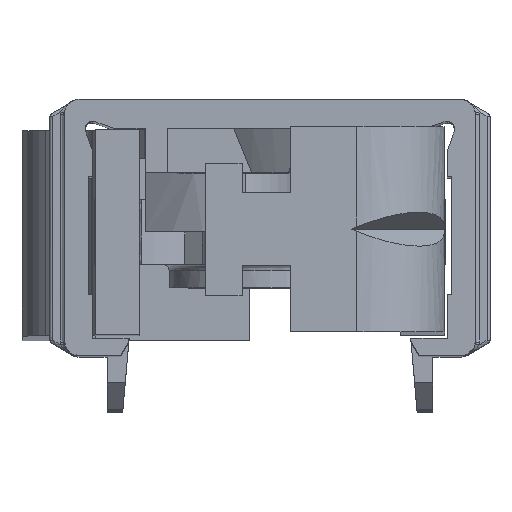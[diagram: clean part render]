
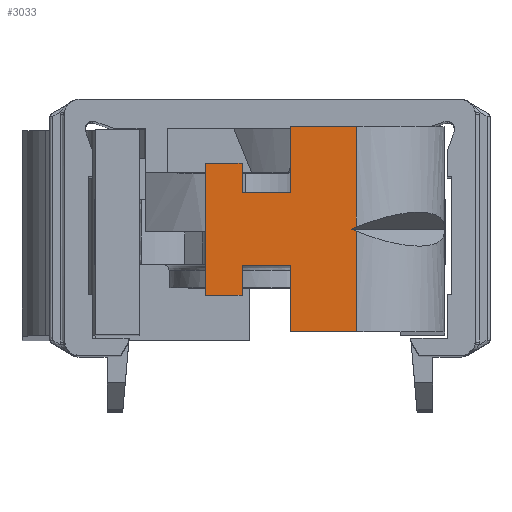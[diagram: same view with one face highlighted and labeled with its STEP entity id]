
A CAD part, top view. The second image highlights one B-rep face of the part: STEP entity #3033.
In plain terms, the highlighted free-form (B-spline) face has degree [1, 1] with [2, 2] control points.
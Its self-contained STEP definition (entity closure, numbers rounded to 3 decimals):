
#2388=CARTESIAN_POINT('',(5.9,0.14,118.5));
#2389=VERTEX_POINT('',#2388);
#2403=CARTESIAN_POINT('',(5.557,0.,118.5));
#2404=VERTEX_POINT('',#2403);
#2405=CARTESIAN_POINT('',(5.9,0.14,118.5));
#2406=CARTESIAN_POINT('',(5.557,0.,118.5));
#2407=QUASI_UNIFORM_CURVE('',1,(#2405,#2406),.UNSPECIFIED.,.F.,.U.);
#2408=EDGE_CURVE('',#2389,#2404,#2407,.T.);
#2430=CARTESIAN_POINT('',(5.9,-0.14,118.5));
#2431=VERTEX_POINT('',#2430);
#2432=CARTESIAN_POINT('',(5.9,-0.14,118.5));
#2433=CARTESIAN_POINT('',(5.557,0.,118.5));
#2434=QUASI_UNIFORM_CURVE('',1,(#2432,#2433),.UNSPECIFIED.,.F.,.U.);
#2435=EDGE_CURVE('',#2431,#2404,#2434,.T.);
#2546=CARTESIAN_POINT('',(-1.9,4.5,118.5));
#2547=VERTEX_POINT('',#2546);
#2548=CARTESIAN_POINT('',(-4.4,4.5,118.5));
#2549=VERTEX_POINT('',#2548);
#2550=CARTESIAN_POINT('',(-1.9,4.5,118.5));
#2551=CARTESIAN_POINT('',(-4.4,4.5,118.5));
#2552=QUASI_UNIFORM_CURVE('',1,(#2550,#2551),.UNSPECIFIED.,.F.,.U.);
#2553=EDGE_CURVE('',#2547,#2549,#2552,.T.);
#2582=CARTESIAN_POINT('',(-1.9,2.5,118.5));
#2583=VERTEX_POINT('',#2582);
#2584=CARTESIAN_POINT('',(-1.9,2.5,118.5));
#2585=CARTESIAN_POINT('',(-1.9,4.5,118.5));
#2586=QUASI_UNIFORM_CURVE('',1,(#2584,#2585),.UNSPECIFIED.,.F.,.U.);
#2587=EDGE_CURVE('',#2583,#2547,#2586,.T.);
#2610=CARTESIAN_POINT('',(1.4,2.5,118.5));
#2611=VERTEX_POINT('',#2610);
#2612=CARTESIAN_POINT('',(1.4,2.5,118.5));
#2613=CARTESIAN_POINT('',(-1.9,2.5,118.5));
#2614=QUASI_UNIFORM_CURVE('',1,(#2612,#2613),.UNSPECIFIED.,.F.,.U.);
#2615=EDGE_CURVE('',#2611,#2583,#2614,.T.);
#2638=CARTESIAN_POINT('',(1.4,7.,118.5));
#2639=VERTEX_POINT('',#2638);
#2640=CARTESIAN_POINT('',(1.4,7.,118.5));
#2641=CARTESIAN_POINT('',(1.4,2.5,118.5));
#2642=QUASI_UNIFORM_CURVE('',1,(#2640,#2641),.UNSPECIFIED.,.F.,.U.);
#2643=EDGE_CURVE('',#2639,#2611,#2642,.T.);
#2666=CARTESIAN_POINT('',(-1.9,-4.5,118.5));
#2667=VERTEX_POINT('',#2666);
#2668=CARTESIAN_POINT('',(-4.4,-4.5,118.5));
#2669=VERTEX_POINT('',#2668);
#2670=CARTESIAN_POINT('',(-1.9,-4.5,118.5));
#2671=CARTESIAN_POINT('',(-4.4,-4.5,118.5));
#2672=QUASI_UNIFORM_CURVE('',1,(#2670,#2671),.UNSPECIFIED.,.F.,.U.);
#2673=EDGE_CURVE('',#2667,#2669,#2672,.T.);
#2702=CARTESIAN_POINT('',(-1.9,-2.5,118.5));
#2703=VERTEX_POINT('',#2702);
#2704=CARTESIAN_POINT('',(-1.9,-2.5,118.5));
#2705=CARTESIAN_POINT('',(-1.9,-4.5,118.5));
#2706=QUASI_UNIFORM_CURVE('',1,(#2704,#2705),.UNSPECIFIED.,.F.,.U.);
#2707=EDGE_CURVE('',#2703,#2667,#2706,.T.);
#2730=CARTESIAN_POINT('',(1.4,-2.5,118.5));
#2731=VERTEX_POINT('',#2730);
#2732=CARTESIAN_POINT('',(1.4,-2.5,118.5));
#2733=CARTESIAN_POINT('',(-1.9,-2.5,118.5));
#2734=QUASI_UNIFORM_CURVE('',1,(#2732,#2733),.UNSPECIFIED.,.F.,.U.);
#2735=EDGE_CURVE('',#2731,#2703,#2734,.T.);
#2758=CARTESIAN_POINT('',(1.4,-7.,118.5));
#2759=VERTEX_POINT('',#2758);
#2760=CARTESIAN_POINT('',(1.4,-7.,118.5));
#2761=CARTESIAN_POINT('',(1.4,-2.5,118.5));
#2762=QUASI_UNIFORM_CURVE('',1,(#2760,#2761),.UNSPECIFIED.,.F.,.U.);
#2763=EDGE_CURVE('',#2759,#2731,#2762,.T.);
#2786=CARTESIAN_POINT('',(5.9,7.,118.5));
#2787=VERTEX_POINT('',#2786);
#2788=CARTESIAN_POINT('',(1.4,7.,118.5));
#2789=CARTESIAN_POINT('',(5.9,7.,118.5));
#2790=QUASI_UNIFORM_CURVE('',1,(#2788,#2789),.UNSPECIFIED.,.F.,.U.);
#2791=EDGE_CURVE('',#2639,#2787,#2790,.T.);
#2896=CARTESIAN_POINT('',(5.9,-7.,118.5));
#2897=VERTEX_POINT('',#2896);
#2898=CARTESIAN_POINT('',(5.9,-0.14,118.5));
#2899=CARTESIAN_POINT('',(5.9,-7.,118.5));
#2900=QUASI_UNIFORM_CURVE('',1,(#2898,#2899),.UNSPECIFIED.,.F.,.U.);
#2901=EDGE_CURVE('',#2431,#2897,#2900,.T.);
#2994=CARTESIAN_POINT('',(1.4,-7.,118.5));
#2995=CARTESIAN_POINT('',(5.9,-7.,118.5));
#2996=QUASI_UNIFORM_CURVE('',1,(#2994,#2995),.UNSPECIFIED.,.F.,.U.);
#2997=EDGE_CURVE('',#2759,#2897,#2996,.T.);
#3003=CARTESIAN_POINT('',(6.414,7.699,118.5));
#3004=CARTESIAN_POINT('',(-4.914,7.699,118.5));
#3005=CARTESIAN_POINT('',(6.414,-7.699,118.5));
#3006=CARTESIAN_POINT('',(-4.914,-7.699,118.5));
#3007=B_SPLINE_SURFACE_WITH_KNOTS('',1,1,((#3003,#3005),(#3004,#3006)),.UNSPECIFIED.,.F.,.F.,.U.,(2,2),(2,2),(0.0,11.329),(0.0,15.399),.UNSPECIFIED.);
#3008=ORIENTED_EDGE('',*,*,#2435,.T.);
#3009=ORIENTED_EDGE('',*,*,#2408,.F.);
#3010=CARTESIAN_POINT('',(5.9,7.,118.5));
#3011=CARTESIAN_POINT('',(5.9,0.14,118.5));
#3012=QUASI_UNIFORM_CURVE('',1,(#3010,#3011),.UNSPECIFIED.,.F.,.U.);
#3013=EDGE_CURVE('',#2787,#2389,#3012,.T.);
#3014=ORIENTED_EDGE('',*,*,#3013,.F.);
#3015=ORIENTED_EDGE('',*,*,#2791,.F.);
#3016=ORIENTED_EDGE('',*,*,#2643,.T.);
#3017=ORIENTED_EDGE('',*,*,#2615,.T.);
#3018=ORIENTED_EDGE('',*,*,#2587,.T.);
#3019=ORIENTED_EDGE('',*,*,#2553,.T.);
#3020=CARTESIAN_POINT('',(-4.4,4.5,118.5));
#3021=CARTESIAN_POINT('',(-4.4,-4.5,118.5));
#3022=QUASI_UNIFORM_CURVE('',1,(#3020,#3021),.UNSPECIFIED.,.F.,.U.);
#3023=EDGE_CURVE('',#2549,#2669,#3022,.T.);
#3024=ORIENTED_EDGE('',*,*,#3023,.T.);
#3025=ORIENTED_EDGE('',*,*,#2673,.F.);
#3026=ORIENTED_EDGE('',*,*,#2707,.F.);
#3027=ORIENTED_EDGE('',*,*,#2735,.F.);
#3028=ORIENTED_EDGE('',*,*,#2763,.F.);
#3029=ORIENTED_EDGE('',*,*,#2997,.T.);
#3030=ORIENTED_EDGE('',*,*,#2901,.F.);
#3031=EDGE_LOOP('',(#3008,#3009,#3014,#3015,#3016,#3017,#3018,#3019,#3024,#3025,#3026,#3027,#3028,#3029,#3030));
#3032=FACE_OUTER_BOUND('',#3031,.T.);
#3033=ADVANCED_FACE('',(#3032),#3007,.T.);
